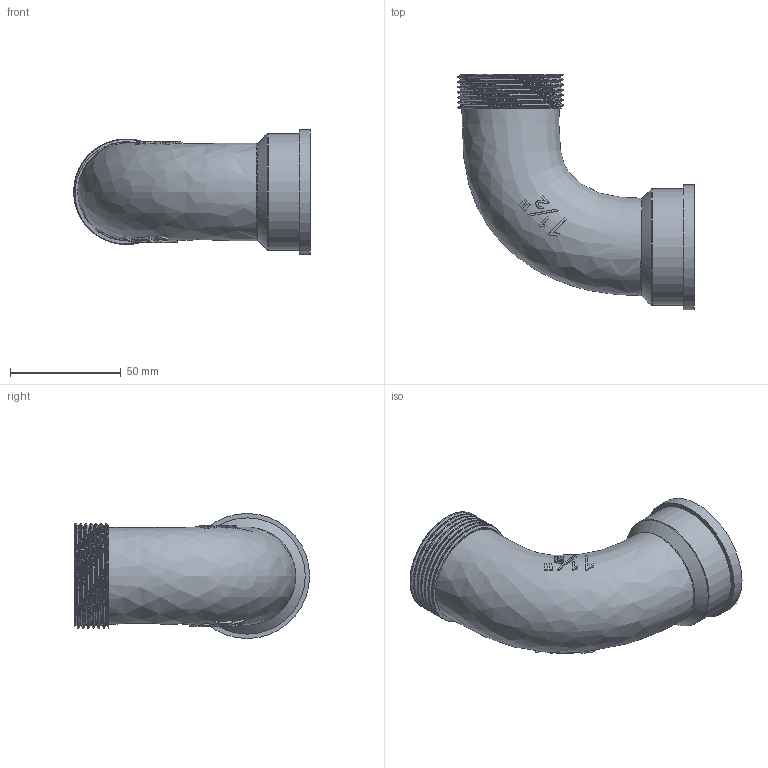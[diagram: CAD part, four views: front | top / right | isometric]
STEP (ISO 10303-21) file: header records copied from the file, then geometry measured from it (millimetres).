
FILE_DESCRIPTION(/* description */ (''),/* implementation_level */ '2;1');
FILE_NAME(/* name */ 'MF0402.050.050.step',/* time_stamp */ '2026-01-20T18:41:56+01:00',/* author */ (''),/* organization */ (''),/* preprocessor_version */ 'ST-DEVELOPER v20.1',/* originating_system */ 'Autodesk Translation Framework v14.21.0.0',/* authorisation */ '');
FILE_SCHEMA (('AUTOMOTIVE_DESIGN { 1 0 10303 214 3 1 1 }'));
Length unit declared in the file: millimetre
Products named in the file (1): 2026-01-20-16-17-40-034
Bounding box: 106.81 x 106.25 x 56.5 mm (x, y, z)
Volume: 58560.3 mm3; surface area: 43271.4 mm2
Topology: 1 solids, 1 shells, 114 faces, 295 edges, 194 vertices
Faces by surface type: bspline 84, cylinder 22, plane 5, cone 2, torus 1
Full cylindrical faces by diameter (mm): 40.5 x1, 44.845 x6, 45.165 x1, 47.803 x7, 52.5 x2, 56.5 x1
Entity records: 15194 total; most frequent: CARTESIAN_POINT 12987, ORIENTED_EDGE 590, EDGE_CURVE 295, B_SPLINE_CURVE_WITH_KNOTS 197, VERTEX_POINT 194, DIRECTION 179, EDGE_LOOP 127, FACE_OUTER_BOUND 114
